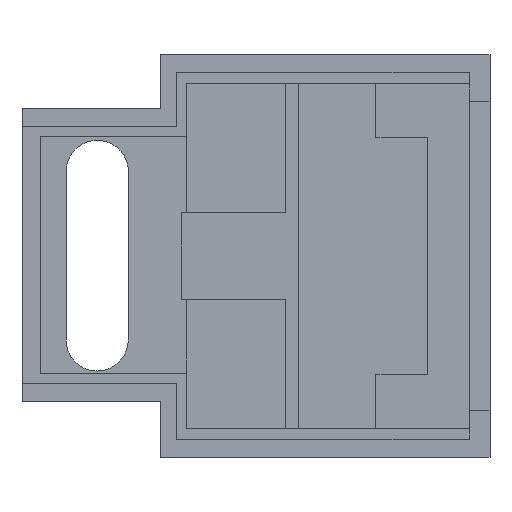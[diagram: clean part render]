
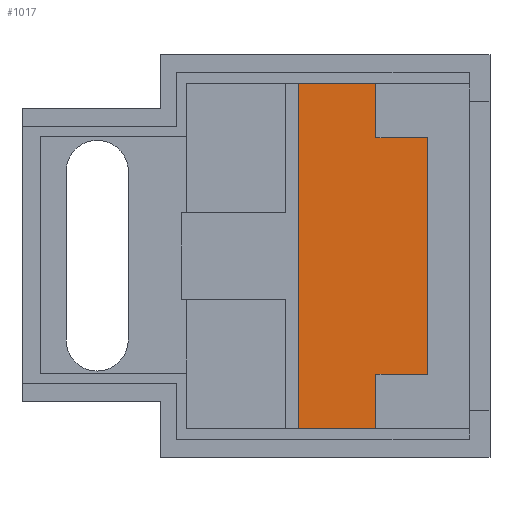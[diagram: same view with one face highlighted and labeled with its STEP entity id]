
A CAD part, top view. The second image highlights one B-rep face of the part: STEP entity #1017.
In plain terms, the highlighted planar face has unit normal (0, 0, 1).
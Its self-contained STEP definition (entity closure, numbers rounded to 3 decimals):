
#310 = VERTEX_POINT('',#311);
#311 = CARTESIAN_POINT('',(10.95,6.65,0.6));
#317 = EDGE_CURVE('',#310,#318,#320,.T.);
#318 = VERTEX_POINT('',#319);
#319 = CARTESIAN_POINT('',(13.95,6.65,0.6));
#320 = LINE('',#321,#322);
#321 = CARTESIAN_POINT('',(9.7,6.65,0.6));
#322 = VECTOR('',#323,1.);
#323 = DIRECTION('',(1.,0.,0.));
#565 = VERTEX_POINT('',#566);
#566 = CARTESIAN_POINT('',(13.95,-6.68,0.6));
#572 = EDGE_CURVE('',#565,#573,#575,.T.);
#573 = VERTEX_POINT('',#574);
#574 = CARTESIAN_POINT('',(10.95,-6.68,0.6));
#575 = LINE('',#576,#577);
#576 = CARTESIAN_POINT('',(11.2,-6.68,0.6));
#577 = VECTOR('',#578,1.);
#578 = DIRECTION('',(-1.,0.,0.));
#998 = VERTEX_POINT('',#999);
#999 = CARTESIAN_POINT('',(13.95,4.55,0.6));
#1007 = EDGE_CURVE('',#318,#998,#1008,.T.);
#1008 = LINE('',#1009,#1010);
#1009 = CARTESIAN_POINT('',(13.95,1.235,0.6));
#1010 = VECTOR('',#1011,1.);
#1011 = DIRECTION('',(0.,-1.,0.));
#1017 = ADVANCED_FACE('',(#1018),#1059,.T.);
#1018 = FACE_BOUND('',#1019,.T.);
#1019 = EDGE_LOOP('',(#1020,#1030,#1036,#1037,#1038,#1044,#1045,#1053));
#1020 = ORIENTED_EDGE('',*,*,#1021,.F.);
#1021 = EDGE_CURVE('',#1022,#1024,#1026,.T.);
#1022 = VERTEX_POINT('',#1023);
#1023 = CARTESIAN_POINT('',(15.95,4.55,0.6));
#1024 = VERTEX_POINT('',#1025);
#1025 = CARTESIAN_POINT('',(15.95,-4.565,0.6));
#1026 = LINE('',#1027,#1028);
#1027 = CARTESIAN_POINT('',(15.95,0.185,0.6));
#1028 = VECTOR('',#1029,1.);
#1029 = DIRECTION('',(0.,-1.,0.));
#1030 = ORIENTED_EDGE('',*,*,#1031,.F.);
#1031 = EDGE_CURVE('',#998,#1022,#1032,.T.);
#1032 = LINE('',#1033,#1034);
#1033 = CARTESIAN_POINT('',(11.2,4.55,0.6));
#1034 = VECTOR('',#1035,1.);
#1035 = DIRECTION('',(1.,0.,0.));
#1036 = ORIENTED_EDGE('',*,*,#1007,.F.);
#1037 = ORIENTED_EDGE('',*,*,#317,.F.);
#1038 = ORIENTED_EDGE('',*,*,#1039,.T.);
#1039 = EDGE_CURVE('',#310,#573,#1040,.T.);
#1040 = LINE('',#1041,#1042);
#1041 = CARTESIAN_POINT('',(10.95,1.235,0.6));
#1042 = VECTOR('',#1043,1.);
#1043 = DIRECTION('',(0.,-1.,0.));
#1044 = ORIENTED_EDGE('',*,*,#572,.F.);
#1045 = ORIENTED_EDGE('',*,*,#1046,.F.);
#1046 = EDGE_CURVE('',#1047,#565,#1049,.T.);
#1047 = VERTEX_POINT('',#1048);
#1048 = CARTESIAN_POINT('',(13.95,-4.565,0.6));
#1049 = LINE('',#1050,#1051);
#1050 = CARTESIAN_POINT('',(13.95,-4.373,0.6));
#1051 = VECTOR('',#1052,1.);
#1052 = DIRECTION('',(0.,-1.,0.));
#1053 = ORIENTED_EDGE('',*,*,#1054,.F.);
#1054 = EDGE_CURVE('',#1024,#1047,#1055,.T.);
#1055 = LINE('',#1056,#1057);
#1056 = CARTESIAN_POINT('',(12.2,-4.565,0.6));
#1057 = VECTOR('',#1058,1.);
#1058 = DIRECTION('',(-1.,0.,0.));
#1059 = PLANE('',#1060);
#1060 = AXIS2_PLACEMENT_3D('',#1061,#1062,#1063);
#1061 = CARTESIAN_POINT('',(8.45,-4.18,0.6));
#1062 = DIRECTION('',(0.,0.,1.));
#1063 = DIRECTION('',(1.,0.,0.));
